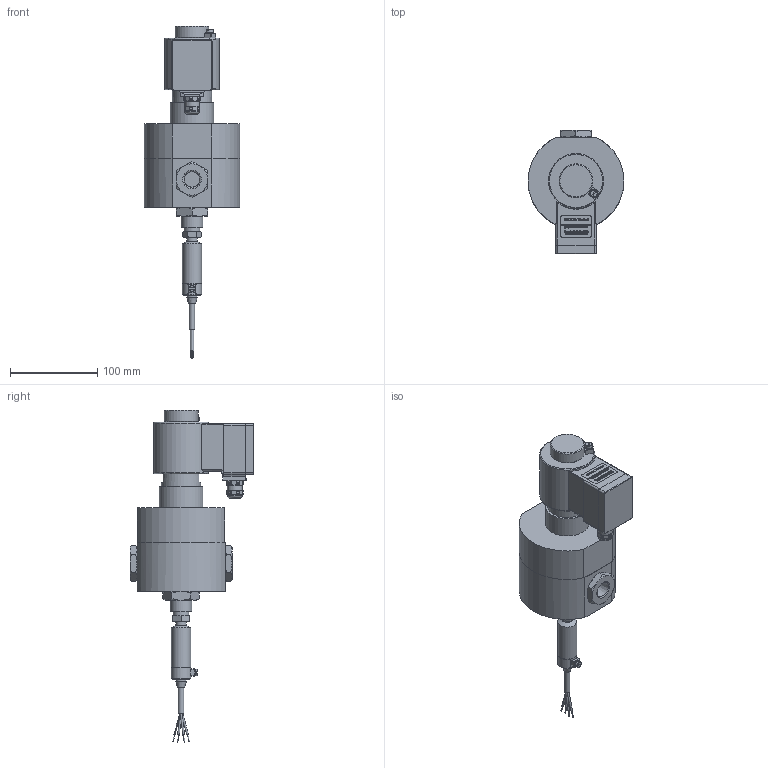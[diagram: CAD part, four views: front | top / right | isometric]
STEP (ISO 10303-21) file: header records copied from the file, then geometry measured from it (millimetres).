
FILE_DESCRIPTION(/* description */ ('3D-Modell'),/* implementation_level */ '2;1');
FILE_NAME(/* name */ '050.002275_2-529-23-0815-.328-EK.stp',/* time_stamp */ '2020-08-31T11:17:15+02:00',/* author */ ('AApke'),/* organization */ (''),/* preprocessor_version */ 'ST-DEVELOPER v16.1',/* originating_system */ 'Autodesk Inventor 2016',/* authorisation */ '');
FILE_SCHEMA (('CONFIG_CONTROL_DESIGN'));
Products named in the file (1): 88-004825
Bounding box: 110 x 142.1 x 380.69 mm (x, y, z)
Surface area: 106852 mm2 (no closed solid volume)
Topology: 0 solids, 1 shells, 2190 faces, 5915 edges, 3897 vertices
Faces by surface type: plane 1213, bspline 761, cylinder 113, cone 87, torus 15, sphere 1
Full cylindrical faces by diameter (mm): 1 x4, 2 x3, 4 x2, 4.51 x1, 6 x1, 7 x1, 7.3 x1, 12 x2, 17 x2, 17.475 x2, 18 x1, 21.9 x1, 22 x2, 25 x1, 39 x1, 45 x1, 50 x1, 63 x1
Entity records: 72712 total; most frequent: CARTESIAN_POINT 23721, ORIENTED_EDGE 11696, DIRECTION 7206, EDGE_CURVE 5848, VERTEX_POINT 3877, LINE 3766, VECTOR 3766, EDGE_LOOP 2409
